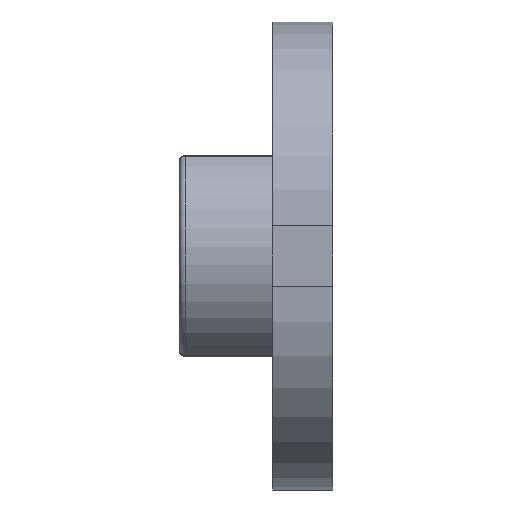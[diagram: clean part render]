
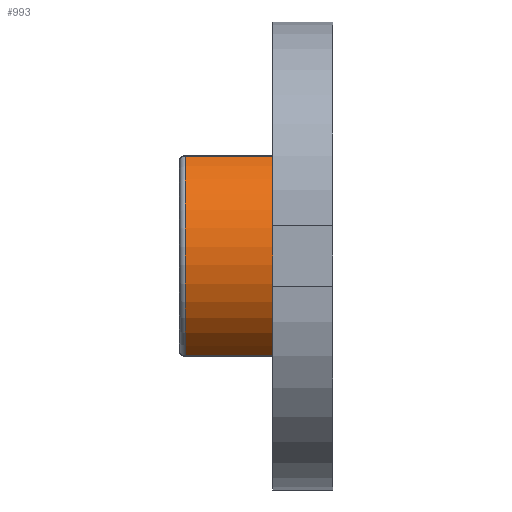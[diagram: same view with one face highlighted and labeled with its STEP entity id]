
A CAD part, left-side view. The second image highlights one B-rep face of the part: STEP entity #993.
In plain terms, the highlighted cylindrical face has radius 1.422 mm (diameter 2.845 mm), a partial arc.
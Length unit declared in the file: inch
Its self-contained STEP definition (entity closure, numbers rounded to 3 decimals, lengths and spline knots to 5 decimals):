
#128 = EDGE_LOOP ( 'NONE', ( #2126, #3148, #2308, #1879 ) ) ;
#498 = FACE_OUTER_BOUND ( 'NONE', #128, .T. ) ;
#535 = CYLINDRICAL_SURFACE ( 'NONE', #2772, 0.056 ) ;
#652 = DIRECTION ( 'NONE',  ( 0., 1., 0. ) ) ;
#809 = CARTESIAN_POINT ( 'NONE',  ( -0.21788, 0.0735, -0.04966 ) ) ;
#817 = DIRECTION ( 'NONE',  ( 0., -1., 0. ) ) ;
#993 = ADVANCED_FACE ( 'NONE', ( #498 ), #535, .T. ) ;
#1041 = VERTEX_POINT ( 'NONE', #2111 ) ;
#1232 = CIRCLE ( 'NONE', #1499, 0.056 ) ;
#1380 = VECTOR ( 'NONE', #652, 39.37008 ) ;
#1480 = DIRECTION ( 'NONE',  ( 0., -1., 0. ) ) ;
#1493 = VECTOR ( 'NONE', #1480, 39.37008 ) ;
#1499 = AXIS2_PLACEMENT_3D ( 'NONE', #2941, #1755, #3317 ) ;
#1755 = DIRECTION ( 'NONE',  ( 0., -1., 0. ) ) ;
#1769 = DIRECTION ( 'NONE',  ( 0., 1., 0. ) ) ;
#1785 = VERTEX_POINT ( 'NONE', #809 ) ;
#1828 = AXIS2_PLACEMENT_3D ( 'NONE', #2161, #1769, #2097 ) ;
#1879 = ORIENTED_EDGE ( 'NONE', *, *, #2587, .T. ) ;
#2056 = CARTESIAN_POINT ( 'NONE',  ( -0.21788, 0.0765, -0.04966 ) ) ;
#2097 = DIRECTION ( 'NONE',  ( 0., 0., 1. ) ) ;
#2111 = CARTESIAN_POINT ( 'NONE',  ( -0.21788, 0.03, 0.04966 ) ) ;
#2126 = ORIENTED_EDGE ( 'NONE', *, *, #3722, .T. ) ;
#2161 = CARTESIAN_POINT ( 'NONE',  ( -0.192, 0.03, 0. ) ) ;
#2308 = ORIENTED_EDGE ( 'NONE', *, *, #2928, .T. ) ;
#2421 = CARTESIAN_POINT ( 'NONE',  ( -0.21788, 0.03, -0.04966 ) ) ;
#2543 = VERTEX_POINT ( 'NONE', #2799 ) ;
#2587 = EDGE_CURVE ( 'NONE', #1041, #2543, #3094, .T. ) ;
#2692 = LINE ( 'NONE', #2056, #1493 ) ;
#2772 = AXIS2_PLACEMENT_3D ( 'NONE', #3556, #817, #2948 ) ;
#2779 = CARTESIAN_POINT ( 'NONE',  ( -0.21788, 0.0765, 0.04966 ) ) ;
#2799 = CARTESIAN_POINT ( 'NONE',  ( -0.21788, 0.0735, 0.04966 ) ) ;
#2928 = EDGE_CURVE ( 'NONE', #3300, #1041, #3036, .T. ) ;
#2941 = CARTESIAN_POINT ( 'NONE',  ( -0.192, 0.0735, 0. ) ) ;
#2948 = DIRECTION ( 'NONE',  ( 0., 0., -1. ) ) ;
#3036 = CIRCLE ( 'NONE', #1828, 0.056 ) ;
#3094 = LINE ( 'NONE', #2779, #1380 ) ;
#3148 = ORIENTED_EDGE ( 'NONE', *, *, #3238, .T. ) ;
#3238 = EDGE_CURVE ( 'NONE', #1785, #3300, #2692, .T. ) ;
#3300 = VERTEX_POINT ( 'NONE', #2421 ) ;
#3317 = DIRECTION ( 'NONE',  ( 0., 0., 1. ) ) ;
#3556 = CARTESIAN_POINT ( 'NONE',  ( -0.192, 0.0765, 0. ) ) ;
#3722 = EDGE_CURVE ( 'NONE', #2543, #1785, #1232, .T. ) ;
